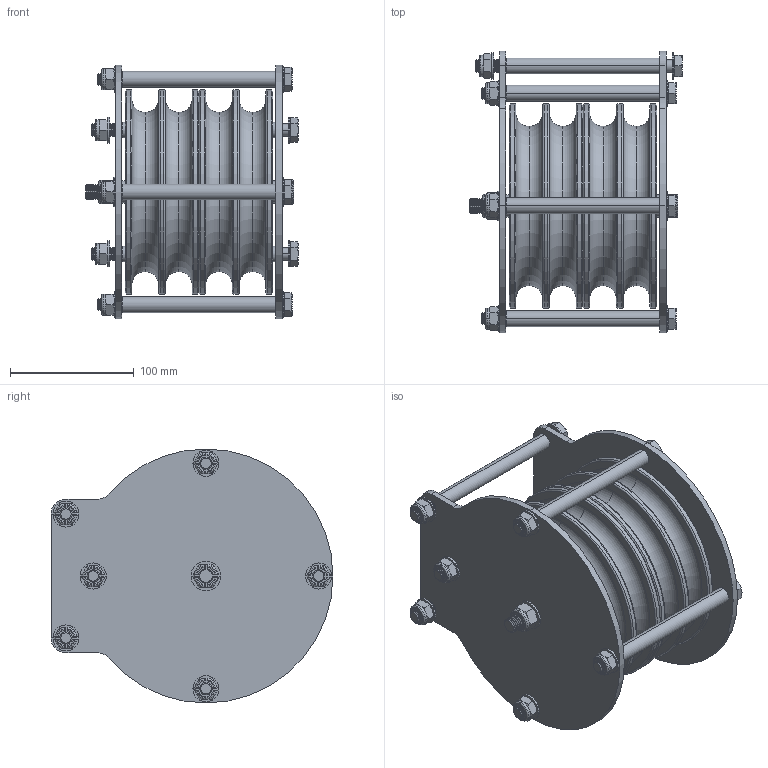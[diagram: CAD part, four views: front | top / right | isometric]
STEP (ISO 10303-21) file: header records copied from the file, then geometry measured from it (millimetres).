
FILE_DESCRIPTION (( 'STEP AP203' ), '1' );
FILE_NAME ('T42944.STEP', '2018-07-26T14:44:45', ( '' ), ( '' ), 'SwSTEP 2.0', 'SolidWorks 2016', '' );
FILE_SCHEMA (( 'CONFIG_CONTROL_DESIGN' ));
Length unit declared in the file: millimetre
Products named in the file (19): B Washer_Bright washer BS 4320 - M10 (Form B); SW3dPS-nyloc nut, st stl a2 iso_M10 NYLOC; S1930; T42944_LABEL; S2610; S2610-1; Hex Bolt_ISO 4016 - M10 x 160 x 32-WS; Hex Bolt_ISO 4016 - M10 x 150 x 30-WS; S2610-3; TH804; TH767; S2610-4; SW3dPS-nyloc nut, st stl a2 iso_M12 NYLOC; T42944; B Washer_Bright washer BS 4320 - M12 (Form B); TH785; S2610-2; Hex Bolt_ISO 4016 - M12 x 160 x 36-WS; S2610-5
Assembly tree (58 placements, depth 3):
  T42944
    TH785  x2
    S2610  x4
      S2610-1
      S2610-2
      S2610-3
      S2610-4
      S2610-5
    S1930  x2
    TH767  x2
    TH804  x6
    B Washer_Bright washer BS 4320 - M10 (Form B)  x12
    SW3dPS-nyloc nut, st stl a2 iso_M10 NYLOC  x6
    Hex Bolt_ISO 4016 - M10 x 160 x 32-WS  x2
    Hex Bolt_ISO 4016 - M10 x 150 x 30-WS  x4
    B Washer_Bright washer BS 4320 - M12 (Form B)  x2
    SW3dPS-nyloc nut, st stl a2 iso_M12 NYLOC
    Hex Bolt_ISO 4016 - M12 x 160 x 36-WS
    T42944_LABEL
Bounding box: 171.5 x 227.5 x 205 mm (x, y, z)
Volume: 2376857.3 mm3; surface area: 503270.6 mm2
Topology: 93 solids, 93 shells, 2857 faces, 7181 edges, 4572 vertices
Faces by surface type: plane 937, cone 760, cylinder 623, bspline 317, torus 148, sphere 72
Entity records: 68352 total; most frequent: CARTESIAN_POINT 25260, ORIENTED_EDGE 8714, DIRECTION 7557, EDGE_CURVE 4357, VERTEX_POINT 2820, VECTOR 2587, LINE 2587, AXIS2_PLACEMENT_3D 2485
